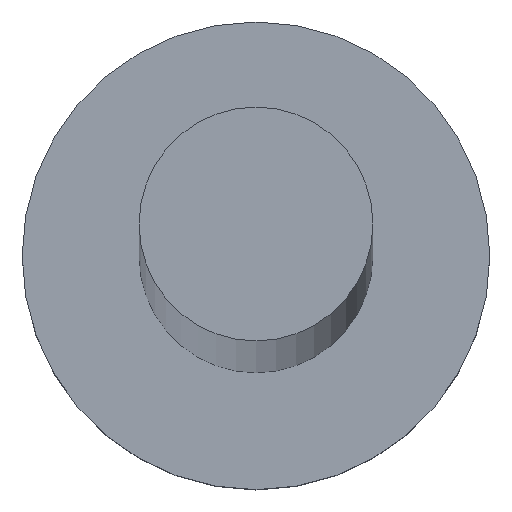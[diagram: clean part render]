
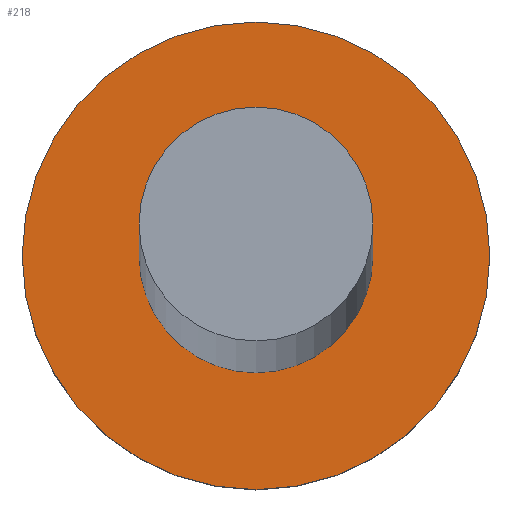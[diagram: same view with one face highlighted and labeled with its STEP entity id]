
A CAD part, top view. The second image highlights one B-rep face of the part: STEP entity #218.
In plain terms, the highlighted planar face has unit normal (0, 0, 1).
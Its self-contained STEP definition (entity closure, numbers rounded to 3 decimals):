
#2 = CARTESIAN_POINT ( 'NONE',  ( 0., 0., 3. ) ) ;
#5 = DIRECTION ( 'NONE',  ( 0., 0., 1. ) ) ;
#7 = CARTESIAN_POINT ( 'NONE',  ( 0., 0., 3. ) ) ;
#9 = EDGE_CURVE ( 'NONE', #112, #52, #66, .T. ) ;
#15 = EDGE_CURVE ( 'NONE', #247, #90, #146, .T. ) ;
#27 = FACE_OUTER_BOUND ( 'NONE', #157, .T. ) ;
#29 = AXIS2_PLACEMENT_3D ( 'NONE', #154, #156, #63 ) ;
#36 = CARTESIAN_POINT ( 'NONE',  ( -2., 0., 3. ) ) ;
#39 = ORIENTED_EDGE ( 'NONE', *, *, #9, .T. ) ;
#52 = VERTEX_POINT ( 'NONE', #159 ) ;
#63 = DIRECTION ( 'NONE',  ( 1., 0., 0. ) ) ;
#66 = CIRCLE ( 'NONE', #192, 4. ) ;
#73 = CARTESIAN_POINT ( 'NONE',  ( 2., 0., 3. ) ) ;
#75 = EDGE_CURVE ( 'NONE', #90, #247, #96, .T. ) ;
#78 = ORIENTED_EDGE ( 'NONE', *, *, #75, .F. ) ;
#86 = FACE_BOUND ( 'NONE', #251, .T. ) ;
#90 = VERTEX_POINT ( 'NONE', #36 ) ;
#96 = CIRCLE ( 'NONE', #212, 2. ) ;
#112 = VERTEX_POINT ( 'NONE', #139 ) ;
#116 = PLANE ( 'NONE',  #142 ) ;
#117 = DIRECTION ( 'NONE',  ( 1., 0., 0. ) ) ;
#123 = DIRECTION ( 'NONE',  ( 1., 0., 0. ) ) ;
#134 = DIRECTION ( 'NONE',  ( 1., 0., 0. ) ) ;
#137 = AXIS2_PLACEMENT_3D ( 'NONE', #250, #184, #123 ) ;
#139 = CARTESIAN_POINT ( 'NONE',  ( 4., 0., 3. ) ) ;
#142 = AXIS2_PLACEMENT_3D ( 'NONE', #7, #201, #117 ) ;
#146 = CIRCLE ( 'NONE', #29, 2. ) ;
#154 = CARTESIAN_POINT ( 'NONE',  ( 0., 0., 3. ) ) ;
#156 = DIRECTION ( 'NONE',  ( 0., 0., 1. ) ) ;
#157 = EDGE_LOOP ( 'NONE', ( #224, #39 ) ) ;
#159 = CARTESIAN_POINT ( 'NONE',  ( -4., 0., 3. ) ) ;
#163 = CIRCLE ( 'NONE', #137, 4. ) ;
#184 = DIRECTION ( 'NONE',  ( 0., 0., 1. ) ) ;
#192 = AXIS2_PLACEMENT_3D ( 'NONE', #2, #236, #134 ) ;
#201 = DIRECTION ( 'NONE',  ( 0., 0., 1. ) ) ;
#212 = AXIS2_PLACEMENT_3D ( 'NONE', #217, #5, #255 ) ;
#217 = CARTESIAN_POINT ( 'NONE',  ( 0., 0., 3. ) ) ;
#218 = ADVANCED_FACE ( 'NONE', ( #86, #27 ), #116, .T. ) ;
#224 = ORIENTED_EDGE ( 'NONE', *, *, #240, .T. ) ;
#236 = DIRECTION ( 'NONE',  ( 0., 0., 1. ) ) ;
#240 = EDGE_CURVE ( 'NONE', #52, #112, #163, .T. ) ;
#244 = ORIENTED_EDGE ( 'NONE', *, *, #15, .F. ) ;
#247 = VERTEX_POINT ( 'NONE', #73 ) ;
#250 = CARTESIAN_POINT ( 'NONE',  ( 0., 0., 3. ) ) ;
#251 = EDGE_LOOP ( 'NONE', ( #78, #244 ) ) ;
#255 = DIRECTION ( 'NONE',  ( 1., 0., 0. ) ) ;
